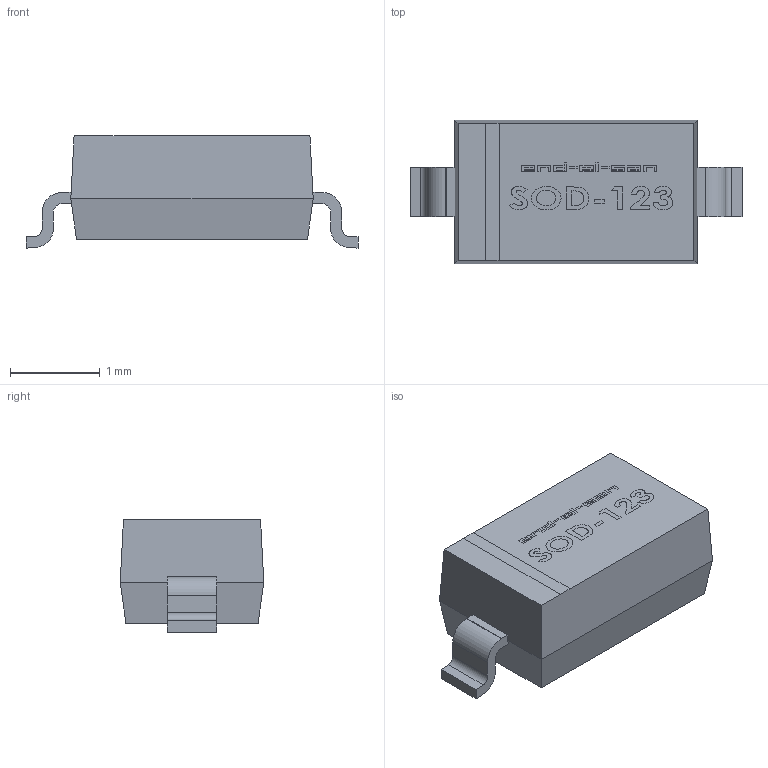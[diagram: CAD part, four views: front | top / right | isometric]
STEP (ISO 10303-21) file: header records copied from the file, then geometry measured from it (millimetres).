
FILE_DESCRIPTION (( 'STEP AP214' ), '1' );
FILE_NAME ('B56A6FCA-173B-4AA3-B189-1311CD2E34D7.STEP', '2025-01-24T18:32:44', ( '' ), ( '' ), 'SwSTEP 2.0', 'SolidWorks 2022', '' );
FILE_SCHEMA (( 'AUTOMOTIVE_DESIGN' ));
Length unit declared in the file: millimetre
Products named in the file (1): B56A6FCA-173B-4AA3-B189-1311CD2E34D7
Bounding box: 3.7 x 1.6 x 1.25 mm (x, y, z)
Volume: 4.9 mm3; surface area: 19.8 mm2
Topology: 1 solids, 1 shells, 62 faces, 268 edges, 231 vertices
Faces by surface type: plane 53, cylinder 9
Entity records: 4290 total; most frequent: CARTESIAN_POINT 1324, ORIENTED_EDGE 536, DIRECTION 365, EDGE_CURVE 268, VERTEX_POINT 231, VECTOR 203, LINE 203, EDGE_LOOP 85
